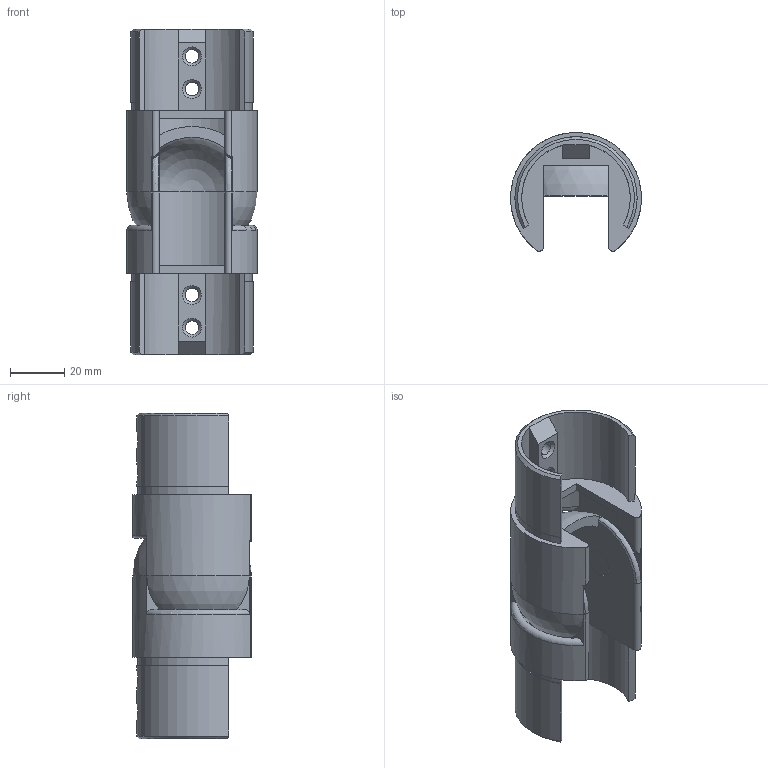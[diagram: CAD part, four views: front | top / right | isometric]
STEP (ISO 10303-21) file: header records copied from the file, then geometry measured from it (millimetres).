
FILE_DESCRIPTION (( 'STEP AP203' ), '1' );
FILE_NAME ('60315-240.STEP', '2020-05-08T12:20:51', ( '' ), ( '' ), 'SwSTEP 2.0', 'SolidWorks 2015', '' );
FILE_SCHEMA (( 'CONFIG_CONTROL_DESIGN' ));
Length unit declared in the file: millimetre
Products named in the file (3): 60315-240; 60315-240 Teil2_60313-240 Teil1; 60315-240 Teil1_60315-240 Teil1
Assembly tree (2 placements, depth 2):
  60315-240
    60315-240 Teil1_60315-240 Teil1
    60315-240 Teil2_60313-240 Teil1
Bounding box: 48.2 x 43.8 x 120 mm (x, y, z)
Volume: 62823.8 mm3; surface area: 34262.7 mm2
Topology: 2 solids, 2 shells, 313 faces, 847 edges, 564 vertices
Faces by surface type: plane 154, bspline 111, cylinder 24, sphere 9, torus 9, cone 6
Full cylindrical faces by diameter (mm): 5 x4, 10 x2, 10.1 x2
Entity records: 19984 total; most frequent: CARTESIAN_POINT 12647, ORIENTED_EDGE 1638, DIRECTION 1076, EDGE_CURVE 819, VERTEX_POINT 554, LINE 484, VECTOR 484, EDGE_LOOP 369
